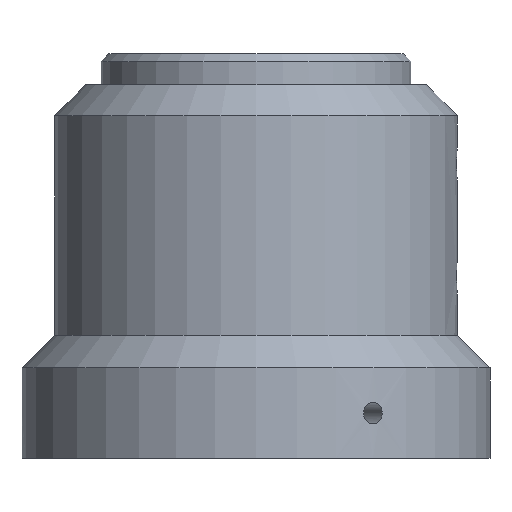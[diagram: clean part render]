
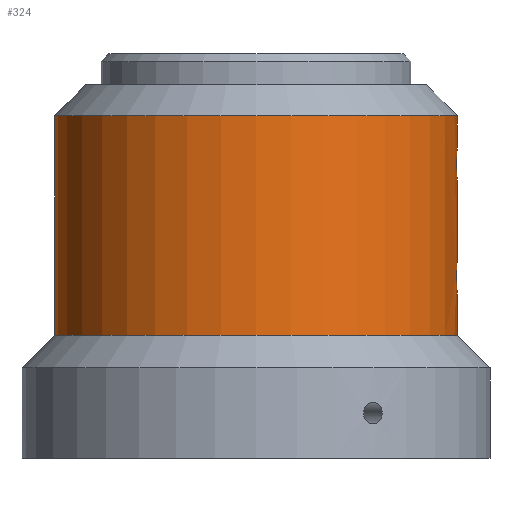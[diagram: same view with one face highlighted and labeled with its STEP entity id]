
A CAD part, left-side view. The second image highlights one B-rep face of the part: STEP entity #324.
In plain terms, the highlighted cylindrical face has radius 13 mm (diameter 26 mm), a full revolution.
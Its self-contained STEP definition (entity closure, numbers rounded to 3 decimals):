
#41=B_SPLINE_CURVE_WITH_KNOTS('',3,(#571,#572,#573,#574,#575,#576,#577,
#578,#579,#580,#581),.UNSPECIFIED.,.T.,.F.,(1,1,1,1,1,1,1,1,1,1,1,1,1,1,
1),(-0.003,-0.002,-0.001,0.,0.001,
0.002,0.003,0.004,0.005,
0.006,0.007,0.008,0.008,
0.009,0.01),.UNSPECIFIED.);
#42=B_SPLINE_CURVE_WITH_KNOTS('',3,(#583,#584,#585,#586,#587,#588,#589,
#590,#591,#592,#593),.UNSPECIFIED.,.T.,.F.,(1,1,1,1,1,1,1,1,1,1,1,1,1,1,
1),(-0.003,-0.002,-0.001,0.,0.001,
0.002,0.003,0.004,0.005,
0.006,0.007,0.008,0.008,
0.009,0.01),.UNSPECIFIED.);
#55=ORIENTED_EDGE('',*,*,#115,.T.);
#56=ORIENTED_EDGE('',*,*,#116,.T.);
#57=ORIENTED_EDGE('',*,*,#117,.T.);
#58=ORIENTED_EDGE('',*,*,#113,.T.);
#113=EDGE_CURVE('',#144,#144,#170,.F.);
#115=EDGE_CURVE('',#146,#146,#41,.T.);
#116=EDGE_CURVE('',#147,#147,#42,.T.);
#117=EDGE_CURVE('',#148,#148,#172,.F.);
#144=VERTEX_POINT('',#566);
#146=VERTEX_POINT('',#582);
#147=VERTEX_POINT('',#594);
#148=VERTEX_POINT('',#596);
#170=CIRCLE('',#368,13.);
#172=CIRCLE('',#372,13.);
#200=EDGE_LOOP('',(#55));
#201=EDGE_LOOP('',(#56));
#202=EDGE_LOOP('',(#57));
#203=EDGE_LOOP('',(#58));
#258=FACE_BOUND('',#200,.T.);
#259=FACE_BOUND('',#201,.T.);
#260=FACE_BOUND('',#202,.T.);
#261=FACE_BOUND('',#203,.T.);
#308=CYLINDRICAL_SURFACE('',#371,13.);
#324=ADVANCED_FACE('',(#258,#259,#260,#261),#308,.T.);
#368=AXIS2_PLACEMENT_3D('',#565,#426,#427);
#371=AXIS2_PLACEMENT_3D('',#570,#432,#433);
#372=AXIS2_PLACEMENT_3D('',#595,#434,#435);
#426=DIRECTION('',(0.,0.,-1.));
#427=DIRECTION('',(-1.,0.,0.));
#432=DIRECTION('',(0.,0.,-1.));
#433=DIRECTION('',(-1.,0.,0.));
#434=DIRECTION('',(0.,0.,1.));
#435=DIRECTION('',(1.,0.,0.));
#565=CARTESIAN_POINT('',(100.,-300.,10.525));
#566=CARTESIAN_POINT('',(87.,-300.,10.525));
#570=CARTESIAN_POINT('',(100.,-300.,-2.2));
#571=CARTESIAN_POINT('',(87.046,-298.874,15.033));
#572=CARTESIAN_POINT('',(86.99,-299.706,15.622));
#573=CARTESIAN_POINT('',(87.01,-300.71,15.449));
#574=CARTESIAN_POINT('',(87.065,-301.296,14.62));
#575=CARTESIAN_POINT('',(87.046,-301.125,13.616));
#576=CARTESIAN_POINT('',(86.99,-300.294,13.028));
#577=CARTESIAN_POINT('',(87.01,-299.292,13.2));
#578=CARTESIAN_POINT('',(87.065,-298.703,14.03));
#579=CARTESIAN_POINT('',(87.046,-298.874,15.033));
#580=CARTESIAN_POINT('',(86.99,-299.706,15.622));
#581=CARTESIAN_POINT('',(87.01,-300.71,15.449));
#582=CARTESIAN_POINT('',(87.003,-299.735,15.495));
#583=CARTESIAN_POINT('',(87.046,-298.874,22.283));
#584=CARTESIAN_POINT('',(86.99,-299.706,22.872));
#585=CARTESIAN_POINT('',(87.01,-300.71,22.699));
#586=CARTESIAN_POINT('',(87.065,-301.296,21.87));
#587=CARTESIAN_POINT('',(87.046,-301.125,20.866));
#588=CARTESIAN_POINT('',(86.99,-300.294,20.278));
#589=CARTESIAN_POINT('',(87.01,-299.292,20.45));
#590=CARTESIAN_POINT('',(87.065,-298.703,21.28));
#591=CARTESIAN_POINT('',(87.046,-298.874,22.283));
#592=CARTESIAN_POINT('',(86.99,-299.706,22.872));
#593=CARTESIAN_POINT('',(87.01,-300.71,22.699));
#594=CARTESIAN_POINT('',(87.003,-299.735,22.745));
#595=CARTESIAN_POINT('',(100.,-300.,24.7));
#596=CARTESIAN_POINT('',(113.,-300.,24.7));
